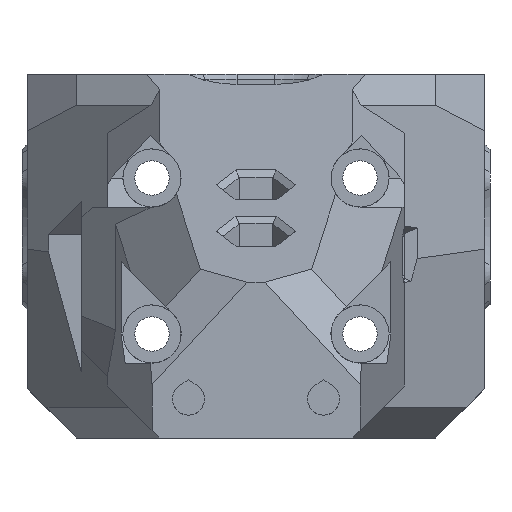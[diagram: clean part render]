
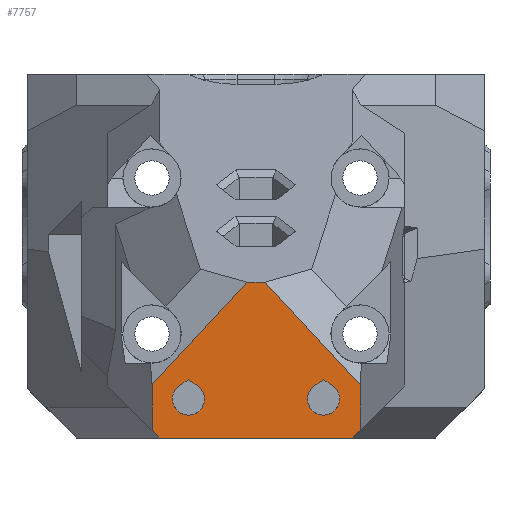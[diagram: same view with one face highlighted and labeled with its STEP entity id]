
A CAD part, front view. The second image highlights one B-rep face of the part: STEP entity #7757.
In plain terms, the highlighted planar face has unit normal (0, -1, 0).
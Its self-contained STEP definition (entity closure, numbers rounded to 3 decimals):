
#64=FACE_BOUND('',#2983,.T.);
#65=FACE_BOUND('',#2984,.T.);
#400=CIRCLE('',#8424,1.55);
#401=CIRCLE('',#8425,1.55);
#689=PLANE('',#8423);
#789=LINE('',#11821,#1505);
#839=LINE('',#12642,#1555);
#1178=LINE('',#15406,#1894);
#1193=LINE('',#15459,#1909);
#1227=LINE('',#15528,#1943);
#1229=LINE('',#15533,#1945);
#1388=LINE('',#15870,#2104);
#1390=LINE('',#15873,#2106);
#1394=LINE('',#15884,#2110);
#1395=LINE('',#15886,#2111);
#1396=LINE('',#15892,#2112);
#1397=LINE('',#15893,#2113);
#1505=VECTOR('',#8760,10.);
#1555=VECTOR('',#8872,10.);
#1894=VECTOR('',#9921,10.);
#1909=VECTOR('',#9968,10.);
#1943=VECTOR('',#10030,10.);
#1945=VECTOR('',#10034,10.);
#2104=VECTOR('',#10369,10.);
#2106=VECTOR('',#10373,10.);
#2110=VECTOR('',#10391,10.);
#2111=VECTOR('',#10394,10.);
#2112=VECTOR('',#10399,10.);
#2113=VECTOR('',#10400,10.);
#2534=FACE_OUTER_BOUND('',#2982,.T.);
#2982=EDGE_LOOP('',(#7170,#7171,#7172,#7173,#7174,#7175,#7176,#7177));
#2983=EDGE_LOOP('',(#7178,#7179,#7180));
#2984=EDGE_LOOP('',(#7181,#7182,#7183));
#3299=VERTEX_POINT('',#11818);
#3300=VERTEX_POINT('',#11820);
#3385=VERTEX_POINT('',#12639);
#3386=VERTEX_POINT('',#12641);
#3744=VERTEX_POINT('',#15403);
#3745=VERTEX_POINT('',#15405);
#3759=VERTEX_POINT('',#15458);
#3773=VERTEX_POINT('',#15513);
#3780=VERTEX_POINT('',#15526);
#3782=VERTEX_POINT('',#15532);
#3872=VERTEX_POINT('',#15868);
#3873=VERTEX_POINT('',#15888);
#3874=VERTEX_POINT('',#15889);
#3875=VERTEX_POINT('',#15891);
#4082=EDGE_CURVE('',#3299,#3300,#789,.T.);
#4177=EDGE_CURVE('',#3386,#3385,#839,.T.);
#4760=EDGE_CURVE('',#3745,#3744,#1178,.T.);
#4783=EDGE_CURVE('',#3386,#3759,#1193,.T.);
#4818=EDGE_CURVE('',#3773,#3780,#1227,.T.);
#4820=EDGE_CURVE('',#3782,#3773,#1229,.T.);
#4988=EDGE_CURVE('',#3872,#3299,#1388,.T.);
#4990=EDGE_CURVE('',#3759,#3872,#1390,.T.);
#4994=EDGE_CURVE('',#3300,#3744,#1394,.T.);
#4995=EDGE_CURVE('',#3745,#3385,#1395,.T.);
#4996=EDGE_CURVE('',#3780,#3782,#400,.T.);
#4997=EDGE_CURVE('',#3873,#3874,#401,.T.);
#4998=EDGE_CURVE('',#3874,#3875,#1396,.T.);
#4999=EDGE_CURVE('',#3875,#3873,#1397,.T.);
#7170=ORIENTED_EDGE('',*,*,#4994,.F.);
#7171=ORIENTED_EDGE('',*,*,#4082,.F.);
#7172=ORIENTED_EDGE('',*,*,#4988,.F.);
#7173=ORIENTED_EDGE('',*,*,#4990,.F.);
#7174=ORIENTED_EDGE('',*,*,#4783,.F.);
#7175=ORIENTED_EDGE('',*,*,#4177,.T.);
#7176=ORIENTED_EDGE('',*,*,#4995,.F.);
#7177=ORIENTED_EDGE('',*,*,#4760,.T.);
#7178=ORIENTED_EDGE('',*,*,#4996,.T.);
#7179=ORIENTED_EDGE('',*,*,#4820,.T.);
#7180=ORIENTED_EDGE('',*,*,#4818,.T.);
#7181=ORIENTED_EDGE('',*,*,#4997,.T.);
#7182=ORIENTED_EDGE('',*,*,#4998,.T.);
#7183=ORIENTED_EDGE('',*,*,#4999,.T.);
#7757=ADVANCED_FACE('',(#2534,#64,#65),#689,.T.);
#8423=AXIS2_PLACEMENT_3D('',#15885,#10392,#10393);
#8424=AXIS2_PLACEMENT_3D('',#15887,#10395,#10396);
#8425=AXIS2_PLACEMENT_3D('',#15890,#10397,#10398);
#8760=DIRECTION('',(1.,0.,0.));
#8872=DIRECTION('',(1.,0.,0.));
#9921=DIRECTION('',(0.,0.,1.));
#9968=DIRECTION('',(-0.707,0.,0.707));
#10030=DIRECTION('',(0.838,0.,-0.546));
#10034=DIRECTION('',(0.838,0.,0.546));
#10369=DIRECTION('',(0.678,0.,0.735));
#10373=DIRECTION('',(0.,0.,1.));
#10391=DIRECTION('',(0.678,0.,-0.735));
#10392=DIRECTION('center_axis',(0.,-1.,0.));
#10393=DIRECTION('ref_axis',(1.,0.,0.));
#10394=DIRECTION('',(-0.707,0.,-0.707));
#10395=DIRECTION('center_axis',(0.,1.,0.));
#10396=DIRECTION('ref_axis',(1.,0.,0.));
#10397=DIRECTION('center_axis',(0.,1.,0.));
#10398=DIRECTION('ref_axis',(-1.,0.,0.));
#10399=DIRECTION('',(0.838,0.,0.546));
#10400=DIRECTION('',(0.838,0.,-0.546));
#11818=CARTESIAN_POINT('',(-0.876,-61.5,15.));
#11820=CARTESIAN_POINT('',(0.876,-61.5,15.));
#11821=CARTESIAN_POINT('',(-5.,-61.5,15.));
#12639=CARTESIAN_POINT('',(9.25,-61.5,0.));
#12641=CARTESIAN_POINT('',(-9.25,-61.5,0.));
#12642=CARTESIAN_POINT('',(-10.,-61.5,0.));
#15403=CARTESIAN_POINT('',(10.,-61.5,5.114));
#15405=CARTESIAN_POINT('',(10.,-61.5,0.75));
#15406=CARTESIAN_POINT('',(10.,-61.5,0.));
#15458=CARTESIAN_POINT('',(-10.,-61.5,0.75));
#15459=CARTESIAN_POINT('',(-10.688,-61.5,1.438));
#15513=CARTESIAN_POINT('',(-6.5,-61.5,5.6));
#15526=CARTESIAN_POINT('',(-5.654,-61.5,5.049));
#15528=CARTESIAN_POINT('',(-6.448,-61.5,5.566));
#15532=CARTESIAN_POINT('',(-7.346,-61.5,5.049));
#15533=CARTESIAN_POINT('',(-9.432,-61.5,3.689));
#15868=CARTESIAN_POINT('',(-10.,-61.5,5.114));
#15870=CARTESIAN_POINT('',(-7.2,-61.5,8.147));
#15873=CARTESIAN_POINT('',(-10.,-61.5,0.));
#15884=CARTESIAN_POINT('',(3.628,-61.5,12.018));
#15885=CARTESIAN_POINT('Origin',(-10.,-61.5,0.));
#15886=CARTESIAN_POINT('',(5.687,-61.5,-3.562));
#15887=CARTESIAN_POINT('Origin',(-6.5,-61.5,3.75));
#15888=CARTESIAN_POINT('',(7.346,-61.5,5.049));
#15889=CARTESIAN_POINT('',(5.654,-61.5,5.049));
#15890=CARTESIAN_POINT('Origin',(6.5,-61.5,3.75));
#15891=CARTESIAN_POINT('',(6.5,-61.5,5.6));
#15892=CARTESIAN_POINT('',(-0.995,-61.5,0.716));
#15893=CARTESIAN_POINT('',(1.989,-61.5,8.539));
